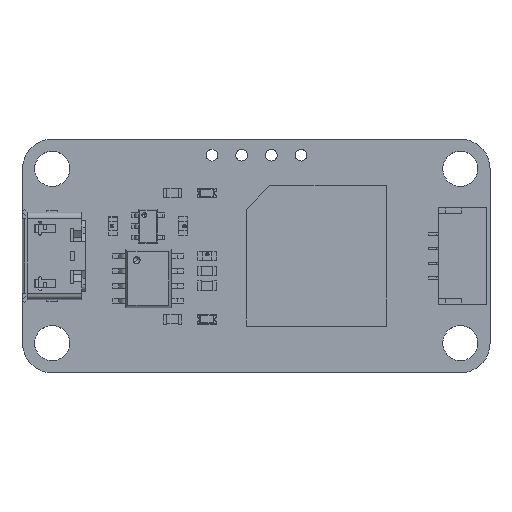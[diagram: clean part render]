
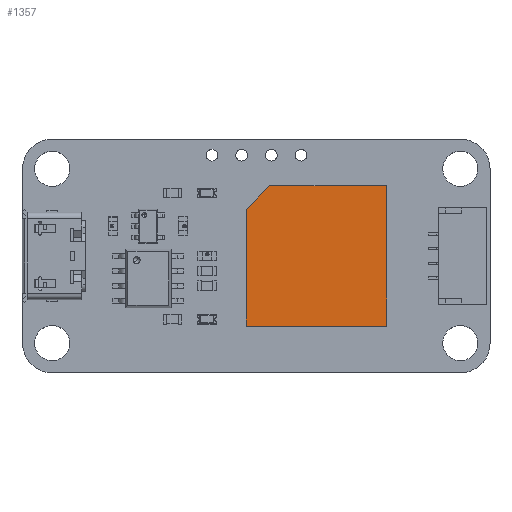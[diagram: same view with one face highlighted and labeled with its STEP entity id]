
A CAD part, top view. The second image highlights one B-rep face of the part: STEP entity #1357.
In plain terms, the highlighted planar face has unit normal (0, 0, 1).
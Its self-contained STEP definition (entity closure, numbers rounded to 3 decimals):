
#1357 = ADVANCED_FACE ( 'NONE', ( #7342 ), #42759, .T. ) ;
#5889 = DIRECTION ( 'NONE',  ( 1., 0., 0. ) ) ;
#6469 = VERTEX_POINT ( 'NONE', #23627 ) ;
#7342 = FACE_OUTER_BOUND ( 'NONE', #9297, .T. ) ;
#7850 = AXIS2_PLACEMENT_3D ( 'NONE', #15057, #47650, #5889 ) ;
#8487 = ORIENTED_EDGE ( 'NONE', *, *, #18952, .T. ) ;
#9297 = EDGE_LOOP ( 'NONE', ( #43847, #8487, #34931, #17974, #52871 ) ) ;
#9617 = CARTESIAN_POINT ( 'NONE',  ( 56.546, 29.4, 2.6 ) ) ;
#11175 = VERTEX_POINT ( 'NONE', #9617 ) ;
#11722 = VECTOR ( 'NONE', #20148, 1000. ) ;
#11819 = LINE ( 'NONE', #35304, #18499 ) ;
#13149 = VERTEX_POINT ( 'NONE', #21891 ) ;
#14902 = VECTOR ( 'NONE', #39734, 1000. ) ;
#15057 = CARTESIAN_POINT ( 'NONE',  ( 50.546, 35.4, 2.6 ) ) ;
#17974 = ORIENTED_EDGE ( 'NONE', *, *, #58544, .T. ) ;
#18499 = VECTOR ( 'NONE', #44139, 1000. ) ;
#18952 = EDGE_CURVE ( 'NONE', #13149, #39027, #25344, .T. ) ;
#20148 = DIRECTION ( 'NONE',  ( -0.707, -0.707, 0. ) ) ;
#20172 = CARTESIAN_POINT ( 'NONE',  ( 44.546, 39.4, 2.6 ) ) ;
#20893 = CARTESIAN_POINT ( 'NONE',  ( 44.546, 41.4, 2.6 ) ) ;
#21891 = CARTESIAN_POINT ( 'NONE',  ( 46.546, 41.4, 2.6 ) ) ;
#23594 = DIRECTION ( 'NONE',  ( 0., 1., 0. ) ) ;
#23627 = CARTESIAN_POINT ( 'NONE',  ( 44.546, 29.4, 2.6 ) ) ;
#23901 = CARTESIAN_POINT ( 'NONE',  ( 56.546, 41.4, 2.6 ) ) ;
#24168 = LINE ( 'NONE', #23901, #43790 ) ;
#25344 = LINE ( 'NONE', #39333, #11722 ) ;
#30296 = LINE ( 'NONE', #58398, #53554 ) ;
#34931 = ORIENTED_EDGE ( 'NONE', *, *, #41102, .T. ) ;
#35304 = CARTESIAN_POINT ( 'NONE',  ( 44.546, 41.4, 2.6 ) ) ;
#37674 = EDGE_CURVE ( 'NONE', #59779, #13149, #11819, .T. ) ;
#39027 = VERTEX_POINT ( 'NONE', #20172 ) ;
#39333 = CARTESIAN_POINT ( 'NONE',  ( 45.546, 40.4, 2.6 ) ) ;
#39733 = DIRECTION ( 'NONE',  ( 1., 0., 0. ) ) ;
#39734 = DIRECTION ( 'NONE',  ( 0., -1., 0. ) ) ;
#41102 = EDGE_CURVE ( 'NONE', #39027, #6469, #41184, .T. ) ;
#41184 = LINE ( 'NONE', #20893, #14902 ) ;
#41260 = CARTESIAN_POINT ( 'NONE',  ( 56.546, 41.4, 2.6 ) ) ;
#42759 = PLANE ( 'NONE',  #7850 ) ;
#43790 = VECTOR ( 'NONE', #23594, 1000. ) ;
#43847 = ORIENTED_EDGE ( 'NONE', *, *, #37674, .T. ) ;
#44139 = DIRECTION ( 'NONE',  ( -1., 0., 0. ) ) ;
#47650 = DIRECTION ( 'NONE',  ( 0., 0., 1. ) ) ;
#52871 = ORIENTED_EDGE ( 'NONE', *, *, #58772, .T. ) ;
#53554 = VECTOR ( 'NONE', #39733, 1000. ) ;
#58398 = CARTESIAN_POINT ( 'NONE',  ( 44.546, 29.4, 2.6 ) ) ;
#58544 = EDGE_CURVE ( 'NONE', #6469, #11175, #30296, .T. ) ;
#58772 = EDGE_CURVE ( 'NONE', #11175, #59779, #24168, .T. ) ;
#59779 = VERTEX_POINT ( 'NONE', #41260 ) ;
